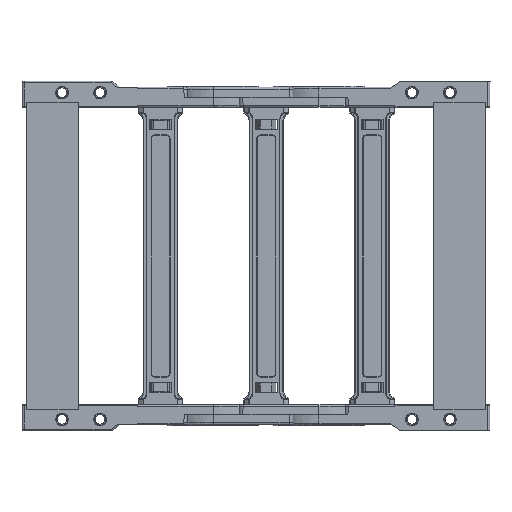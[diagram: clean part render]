
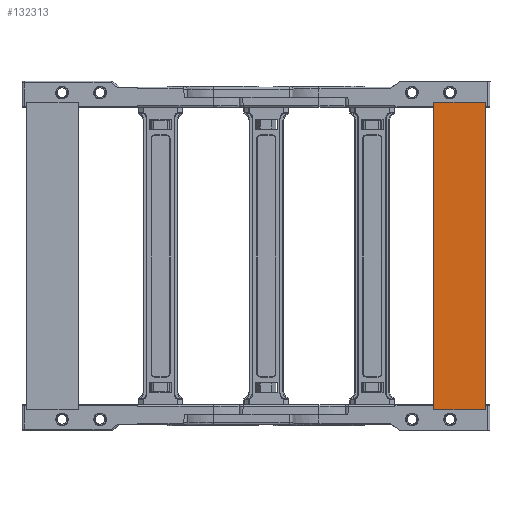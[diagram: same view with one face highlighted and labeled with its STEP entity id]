
A CAD part, front view. The second image highlights one B-rep face of the part: STEP entity #132313.
In plain terms, the highlighted planar face has unit normal (0, -1, 0).
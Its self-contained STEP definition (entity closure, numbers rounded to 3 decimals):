
#8694 = EDGE_CURVE ( 'NONE', #91294, #62201, #118522, .T. ) ;
#14540 = EDGE_CURVE ( 'NONE', #91294, #105623, #16054, .T. ) ;
#16054 = LINE ( 'NONE', #137005, #38611 ) ;
#17840 = DIRECTION ( 'NONE',  ( 0., -1., 0. ) ) ;
#19008 = EDGE_CURVE ( 'NONE', #62201, #146429, #67586, .T. ) ;
#22036 = CARTESIAN_POINT ( 'NONE',  ( 29.748, 143.024, 176.997 ) ) ;
#22070 = ORIENTED_EDGE ( 'NONE', *, *, #14540, .T. ) ;
#25415 = ORIENTED_EDGE ( 'NONE', *, *, #8694, .F. ) ;
#30379 = DIRECTION ( 'NONE',  ( 1., 0., 0. ) ) ;
#31553 = DIRECTION ( 'NONE',  ( 1., 0., 0. ) ) ;
#36619 = VECTOR ( 'NONE', #135199, 1000. ) ;
#36919 = CARTESIAN_POINT ( 'NONE',  ( 59.985, 143.024, 176.997 ) ) ;
#38611 = VECTOR ( 'NONE', #52757, 1000. ) ;
#41491 = CARTESIAN_POINT ( 'NONE',  ( 29.748, 143.024, -4.503 ) ) ;
#46614 = ORIENTED_EDGE ( 'NONE', *, *, #19008, .F. ) ;
#52757 = DIRECTION ( 'NONE',  ( 1., 0., 0. ) ) ;
#56055 = CARTESIAN_POINT ( 'NONE',  ( 29.748, 143.024, -4.503 ) ) ;
#60753 = AXIS2_PLACEMENT_3D ( 'NONE', #78901, #17840, #30379 ) ;
#61257 = FACE_OUTER_BOUND ( 'NONE', #61939, .T. ) ;
#61939 = EDGE_LOOP ( 'NONE', ( #89830, #46614, #25415, #22070 ) ) ;
#62201 = VERTEX_POINT ( 'NONE', #22036 ) ;
#66981 = PLANE ( 'NONE',  #60753 ) ;
#67586 = LINE ( 'NONE', #149852, #125335 ) ;
#78726 = LINE ( 'NONE', #81229, #149528 ) ;
#78901 = CARTESIAN_POINT ( 'NONE',  ( 29.748, 143.024, -4.503 ) ) ;
#80710 = DIRECTION ( 'NONE',  ( 0., 0., 1. ) ) ;
#81229 = CARTESIAN_POINT ( 'NONE',  ( 59.985, 143.024, -4.503 ) ) ;
#89830 = ORIENTED_EDGE ( 'NONE', *, *, #138596, .T. ) ;
#91294 = VERTEX_POINT ( 'NONE', #56055 ) ;
#92573 = CARTESIAN_POINT ( 'NONE',  ( 59.985, 143.024, -4.503 ) ) ;
#105623 = VERTEX_POINT ( 'NONE', #92573 ) ;
#118522 = LINE ( 'NONE', #41491, #36619 ) ;
#125335 = VECTOR ( 'NONE', #31553, 1000. ) ;
#132313 = ADVANCED_FACE ( 'NONE', ( #61257 ), #66981, .T. ) ;
#135199 = DIRECTION ( 'NONE',  ( 0., 0., 1. ) ) ;
#137005 = CARTESIAN_POINT ( 'NONE',  ( 29.748, 143.024, -4.503 ) ) ;
#138596 = EDGE_CURVE ( 'NONE', #105623, #146429, #78726, .T. ) ;
#146429 = VERTEX_POINT ( 'NONE', #36919 ) ;
#149528 = VECTOR ( 'NONE', #80710, 1000. ) ;
#149852 = CARTESIAN_POINT ( 'NONE',  ( 29.748, 143.024, 176.997 ) ) ;
